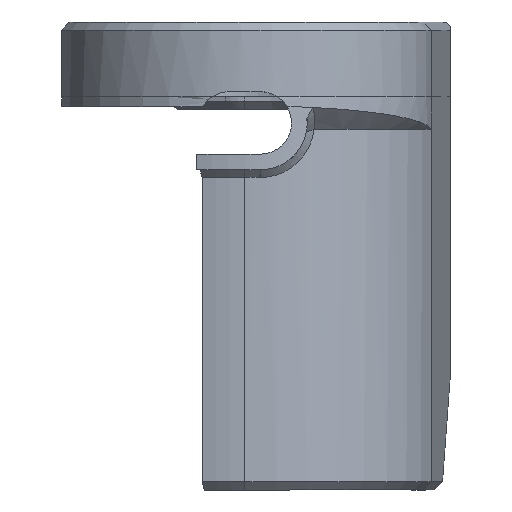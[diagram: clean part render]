
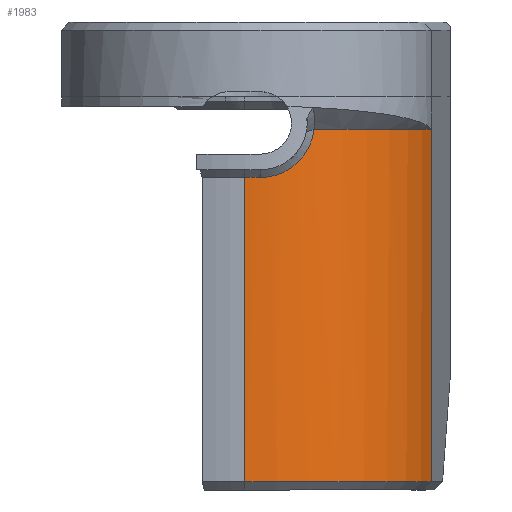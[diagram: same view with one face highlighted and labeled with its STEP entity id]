
A CAD part, left-side view. The second image highlights one B-rep face of the part: STEP entity #1983.
In plain terms, the highlighted cylindrical face has radius 36.854 mm (diameter 73.708 mm), a partial arc.
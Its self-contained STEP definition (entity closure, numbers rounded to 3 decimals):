
#72=B_SPLINE_CURVE_WITH_KNOTS('',3,(#3332,#3333,#3334,#3335,#3336,#3337,
#3338,#3339,#3340),.UNSPECIFIED.,.F.,.F.,(4,1,1,1,1,1,4),(-5.357,
-4.994,-4.813,-4.722,-4.631,
-4.45,-4.087),.UNSPECIFIED.);
#76=B_SPLINE_CURVE_WITH_KNOTS('',3,(#3394,#3395,#3396,#3397),
 .UNSPECIFIED.,.F.,.F.,(4,4),(0.278,0.279),
 .UNSPECIFIED.);
#80=B_SPLINE_CURVE_WITH_KNOTS('',3,(#3433,#3434,#3435,#3436),
 .UNSPECIFIED.,.F.,.F.,(4,4),(-1.652,-1.649),
 .UNSPECIFIED.);
#108=CYLINDRICAL_SURFACE('',#2139,36.854);
#160=CIRCLE('',#2133,36.854);
#164=CIRCLE('',#2140,36.854);
#165=CIRCLE('',#2141,36.854);
#265=FACE_OUTER_BOUND('',#381,.T.);
#381=EDGE_LOOP('',(#1487,#1488,#1489,#1490,#1491,#1492,#1493,#1494));
#492=LINE('',#3071,#652);
#530=LINE('',#3442,#690);
#652=VECTOR('',#2349,10.);
#690=VECTOR('',#2481,10.2);
#826=VERTEX_POINT('',#3068);
#827=VERTEX_POINT('',#3070);
#867=VERTEX_POINT('',#3279);
#869=VERTEX_POINT('',#3283);
#872=VERTEX_POINT('',#3330);
#873=VERTEX_POINT('',#3331);
#877=VERTEX_POINT('',#3393);
#880=VERTEX_POINT('',#3440);
#1030=EDGE_CURVE('',#827,#826,#492,.T.);
#1094=EDGE_CURVE('',#867,#869,#160,.T.);
#1098=EDGE_CURVE('',#872,#873,#72,.T.);
#1103=EDGE_CURVE('',#872,#877,#76,.T.);
#1107=EDGE_CURVE('',#873,#867,#80,.T.);
#1110=EDGE_CURVE('',#880,#869,#530,.T.);
#1111=EDGE_CURVE('',#827,#880,#164,.T.);
#1112=EDGE_CURVE('',#877,#826,#165,.T.);
#1487=ORIENTED_EDGE('',*,*,#1094,.T.);
#1488=ORIENTED_EDGE('',*,*,#1110,.F.);
#1489=ORIENTED_EDGE('',*,*,#1111,.F.);
#1490=ORIENTED_EDGE('',*,*,#1030,.T.);
#1491=ORIENTED_EDGE('',*,*,#1112,.F.);
#1492=ORIENTED_EDGE('',*,*,#1103,.F.);
#1493=ORIENTED_EDGE('',*,*,#1098,.T.);
#1494=ORIENTED_EDGE('',*,*,#1107,.T.);
#1983=ADVANCED_FACE('',(#265),#108,.T.);
#2133=AXIS2_PLACEMENT_3D('',#3285,#2467,#2468);
#2139=AXIS2_PLACEMENT_3D('',#3443,#2482,#2483);
#2140=AXIS2_PLACEMENT_3D('',#3444,#2484,#2485);
#2141=AXIS2_PLACEMENT_3D('',#3445,#2486,#2487);
#2349=DIRECTION('',(0.,0.,1.));
#2467=DIRECTION('center_axis',(0.,0.,
-1.));
#2468=DIRECTION('ref_axis',(0.,-1.,0.));
#2481=DIRECTION('',(0.,0.,1.));
#2482=DIRECTION('center_axis',(0.,0.,
-1.));
#2483=DIRECTION('ref_axis',(-1.,0.,0.));
#2484=DIRECTION('center_axis',(0.,0.,
-1.));
#2485=DIRECTION('ref_axis',(1.,0.,0.));
#2486=DIRECTION('center_axis',(0.,0.,
1.));
#2487=DIRECTION('ref_axis',(1.,0.,0.));
#3068=CARTESIAN_POINT('',(-52.158,-35.861,-13.2));
#3070=CARTESIAN_POINT('',(-52.158,-35.861,-81.));
#3071=CARTESIAN_POINT('',(-52.158,-35.861,-25.));
#3279=CARTESIAN_POINT('',(-80.403,-2.883,-22.5));
#3283=CARTESIAN_POINT('',(-80.516,0.,-22.5));
#3285=CARTESIAN_POINT('Origin',(-43.662,0.,
-22.5));
#3330=CARTESIAN_POINT('',(-78.016,-13.34,-13.204));
#3331=CARTESIAN_POINT('',(-80.393,-3.,-22.5));
#3332=CARTESIAN_POINT('Ctrl Pts',(-78.016,-13.34,-13.204));
#3333=CARTESIAN_POINT('Ctrl Pts',(-78.08,-13.176,-14.665));
#3334=CARTESIAN_POINT('Ctrl Pts',(-78.367,-12.445,-16.858));
#3335=CARTESIAN_POINT('Ctrl Pts',(-78.865,-10.926,-18.893));
#3336=CARTESIAN_POINT('Ctrl Pts',(-79.148,-9.955,-19.858));
#3337=CARTESIAN_POINT('Ctrl Pts',(-79.445,-8.849,-20.756));
#3338=CARTESIAN_POINT('Ctrl Pts',(-79.959,-6.633,-22.044));
#3339=CARTESIAN_POINT('Ctrl Pts',(-80.279,-4.405,-22.5));
#3340=CARTESIAN_POINT('Ctrl Pts',(-80.393,-3.,-22.5));
#3393=CARTESIAN_POINT('',(-78.015,-13.344,-13.2));
#3394=CARTESIAN_POINT('Ctrl Pts',(-78.016,-13.34,-13.204));
#3395=CARTESIAN_POINT('Ctrl Pts',(-78.016,-13.342,-13.203));
#3396=CARTESIAN_POINT('Ctrl Pts',(-78.015,-13.343,-13.201));
#3397=CARTESIAN_POINT('Ctrl Pts',(-78.015,-13.344,-13.2));
#3433=CARTESIAN_POINT('Ctrl Pts',(-80.393,-3.,-22.5));
#3434=CARTESIAN_POINT('Ctrl Pts',(-80.396,-2.961,-22.5));
#3435=CARTESIAN_POINT('Ctrl Pts',(-80.4,-2.922,-22.5));
#3436=CARTESIAN_POINT('Ctrl Pts',(-80.403,-2.883,-22.5));
#3440=CARTESIAN_POINT('',(-80.516,0.,-81.));
#3442=CARTESIAN_POINT('',(-80.516,0.,-23.4));
#3443=CARTESIAN_POINT('Origin',(-43.662,0.,
-25.));
#3444=CARTESIAN_POINT('Origin',(-43.662,0.,
-81.));
#3445=CARTESIAN_POINT('Origin',(-43.662,0.,
-13.2));
